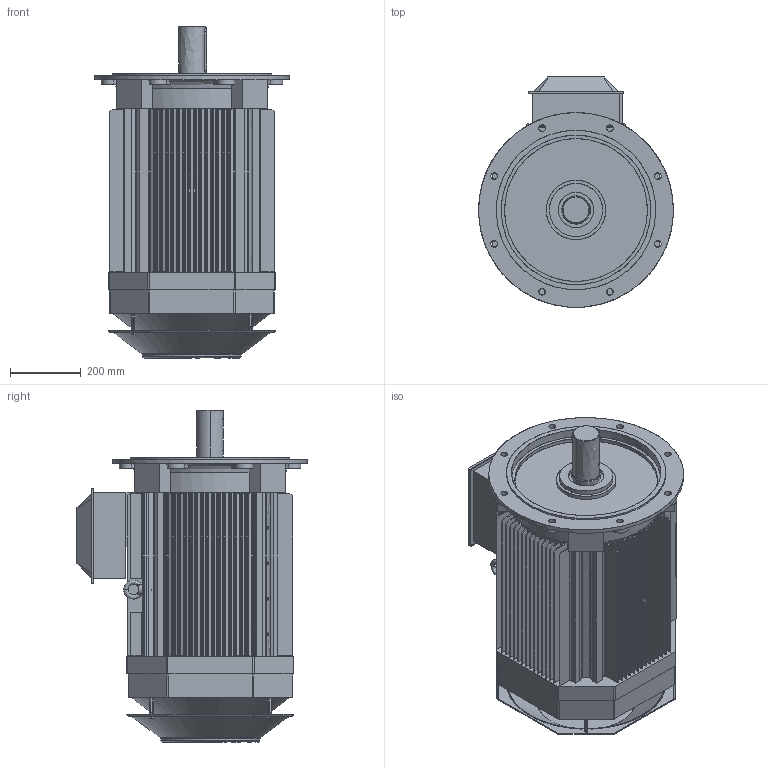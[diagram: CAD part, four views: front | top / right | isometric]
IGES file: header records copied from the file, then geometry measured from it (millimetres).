
Global section: file name: RIVET_NststrsyrsrshrUT_new.igs; preprocessor: I-DEAS 3D IGES Translator 16; date: 20150715.140529; units: millimetre
Bounding box: 549.88 x 651.26 x 937 mm (x, y, z)
Surface area: 5478974.8 mm2 (no closed solid volume)
Topology: 0 solids, 0 shells, 1366 faces, 12314 edges, 15137 vertices
Faces by surface type: bspline 1366
